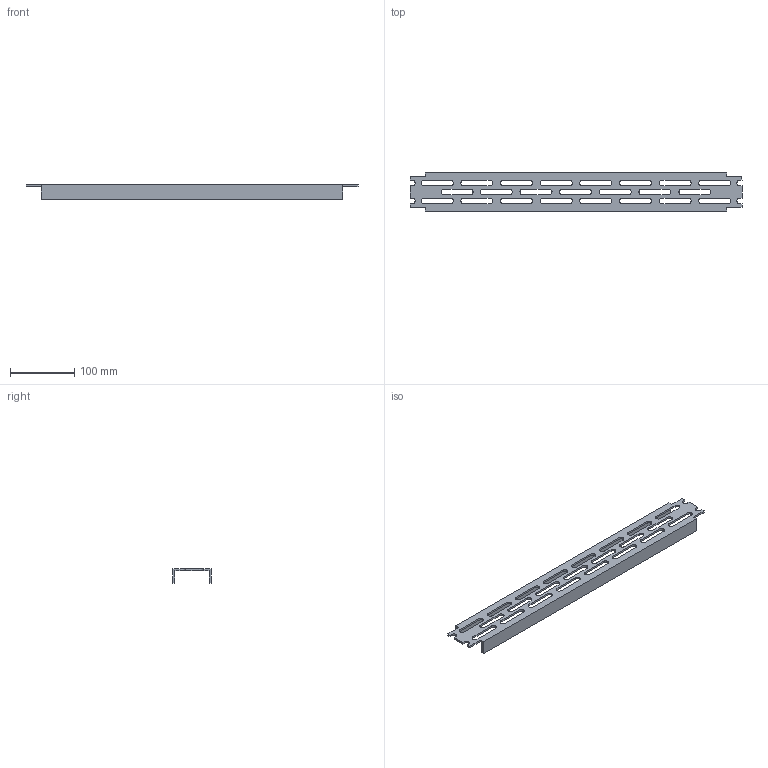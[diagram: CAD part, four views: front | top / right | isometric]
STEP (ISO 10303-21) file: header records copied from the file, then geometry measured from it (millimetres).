
FILE_DESCRIPTION (( 'STEP AP214' ), '1' );
FILE_NAME ('0396-0062-06-00.step', '2024-05-22T11:57:20', ( '' ), ( '' ), 'SwSTEP 2.0', 'SolidWorks 2019', '' );
FILE_SCHEMA (( 'AUTOMOTIVE_DESIGN' ));
Length unit declared in the file: millimetre
Products named in the file (1): 0396-0062-06-00
Bounding box: 518 x 60 x 23 mm (x, y, z)
Volume: 117301.7 mm3; surface area: 89663.7 mm2
Topology: 1 solids, 1 shells, 151 faces, 447 edges, 298 vertices
Faces by surface type: plane 76, cylinder 75
Entity records: 5217 total; most frequent: DIRECTION 901, CARTESIAN_POINT 897, ORIENTED_EDGE 894, EDGE_CURVE 447, AXIS2_PLACEMENT_3D 302, VERTEX_POINT 298, VECTOR 297, LINE 297
